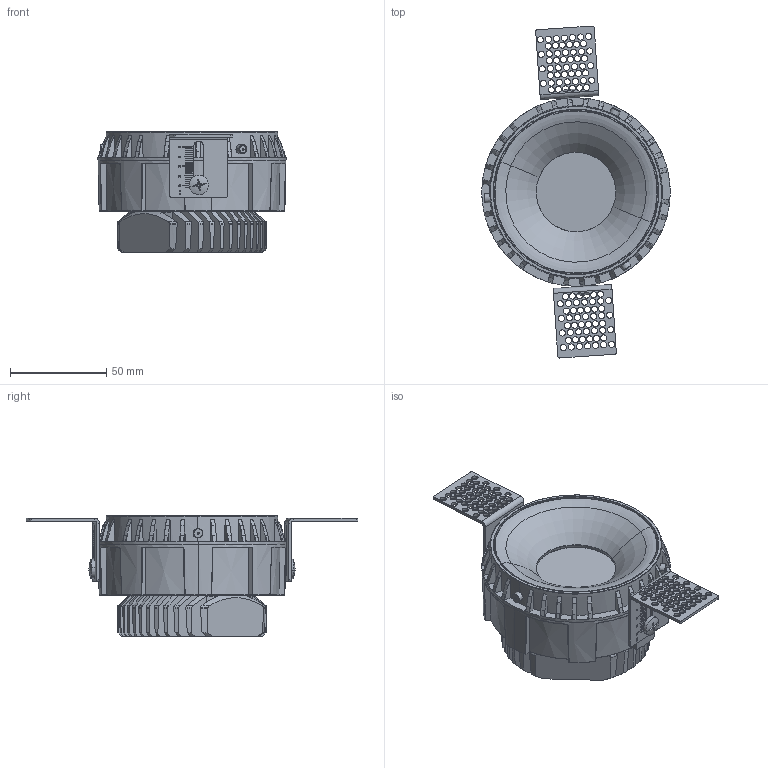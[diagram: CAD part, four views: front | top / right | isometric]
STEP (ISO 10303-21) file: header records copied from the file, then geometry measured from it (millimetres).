
FILE_DESCRIPTION (( 'STEP AP203' ), '1' );
FILE_NAME ('MOD-1215.STEP', '2020-03-25T00:18:58', ( 'PC' ), ( 'Microsoft' ), 'SwSTEP 2.0', 'SolidWorks 2017', '' );
FILE_SCHEMA (( 'CONFIG_CONTROL_DESIGN' ));
Length unit declared in the file: millimetre
Products named in the file (18): cross recessed countersunk head screws gb2_GB_CROSS_SCREWS_TYPE10 M3X6-4.35-H1-N; SHI-SL-04460B; MOD-1209-拸晚醱遠; MOD-1215; M2.5X5沉头十字螺丝(头径￠4.5); MOD-1209-拸晚醱遠郪璃; L2C4-3090-M02E0900; TRE-1201-假蚾盓殤; SHI-SL-CXA-15-HD-A; M5X5湮攫芛坋趼蹟佪; 西朗德044反光杯套件15-A支架; 西朗德044灯杯压克力; MA13模组2（用这个，都是对的）; M3X10埴芛坋趼蹟佪; MOD-1211-拸晚遺; 揤盄諶;  5x6粟紩; RE-001A-R0散热器2018-04-16开模的后加工图
Assembly tree (24 placements, depth 4):
  MOD-1215
    MOD-1209-拸晚醱遠
    MOD-1209-拸晚醱遠郪璃
    TRE-1201-假蚾盓殤  x2
    M5X5湮攫芛坋趼蹟佪  x2
    MA13模组2（用这个，都是对的）
      西朗德044灯杯压克力
      M3X10埴芛坋趼蹟佪  x2
      揤盄諶
      RE-001A-R0散热器2018-04-16开模的后加工图
      西朗德044反光杯套件15-A支架
        SHI-SL-04460B
        M2.5X5沉头十字螺丝(头径￠4.5)  x2
        L2C4-3090-M02E0900
        SHI-SL-CXA-15-HD-A
    MOD-1211-拸晚遺
     5x6粟紩  x3
    cross recessed countersunk head screws gb2_GB_CROSS_SCREWS_TYPE10 M3X6-4.35-H1-N  x2
Bounding box: 97.9 x 172.67 x 62.69 mm (x, y, z)
Volume: 154381.8 mm3; surface area: 131635.9 mm2
Topology: 25 solids, 25 shells, 4032 faces, 10062 edges, 6143 vertices
Faces by surface type: bspline 2066, plane 928, cylinder 603, cone 296, torus 111, sphere 28
Entity records: 263532 total; most frequent: CARTESIAN_POINT 195407, ORIENTED_EDGE 16962, EDGE_CURVE 8481, DIRECTION 8302, VERTEX_POINT 5125, B_SPLINE_CURVE_WITH_KNOTS 4661, EDGE_LOOP 3644, ADVANCED_FACE 3443
